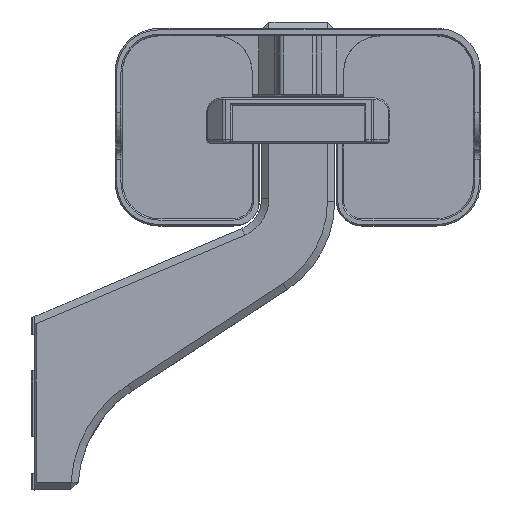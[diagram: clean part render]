
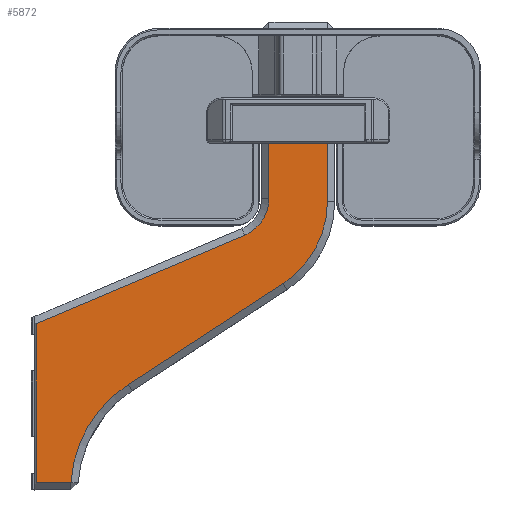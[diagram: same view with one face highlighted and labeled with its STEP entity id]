
A CAD part, top view. The second image highlights one B-rep face of the part: STEP entity #5872.
In plain terms, the highlighted face is planar.
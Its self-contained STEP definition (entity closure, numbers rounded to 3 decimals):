
#100=FACE_BOUND('',#894,.T.);
#101=FACE_BOUND('',#895,.T.);
#243=CIRCLE('',#6265,34.702);
#245=CIRCLE('',#6269,26.946);
#248=CIRCLE('',#6278,10.946);
#255=CIRCLE('',#6303,2.75);
#256=CIRCLE('',#6304,2.75);
#523=FACE_OUTER_BOUND('',#893,.T.);
#893=EDGE_LOOP('',(#4054,#4055,#4056,#4057,#4058,#4059,#4060,#4061,#4062,
#4063));
#894=EDGE_LOOP('',(#4064));
#895=EDGE_LOOP('',(#4065));
#1262=LINE('',#8633,#1870);
#1268=LINE('',#8648,#1876);
#1272=LINE('',#8658,#1880);
#1275=LINE('',#8663,#1883);
#1280=LINE('',#8672,#1888);
#1286=LINE('',#8687,#1894);
#1326=LINE('',#8853,#1934);
#1870=VECTOR('',#6878,10.);
#1876=VECTOR('',#6894,10.);
#1880=VECTOR('',#6906,10.);
#1883=VECTOR('',#6913,10.);
#1888=VECTOR('',#6922,10.);
#1894=VECTOR('',#6938,10.);
#1934=VECTOR('',#7020,10.);
#2454=VERTEX_POINT('',#8567);
#2469=VERTEX_POINT('',#8612);
#2472=VERTEX_POINT('',#8619);
#2477=VERTEX_POINT('',#8632);
#2479=VERTEX_POINT('',#8640);
#2481=VERTEX_POINT('',#8646);
#2483=VERTEX_POINT('',#8652);
#2485=VERTEX_POINT('',#8670);
#2487=VERTEX_POINT('',#8677);
#2489=VERTEX_POINT('',#8685);
#2522=VERTEX_POINT('',#8855);
#2523=VERTEX_POINT('',#8857);
#3014=EDGE_CURVE('',#2472,#2477,#1262,.T.);
#3019=EDGE_CURVE('',#2479,#2472,#243,.T.);
#3022=EDGE_CURVE('',#2481,#2479,#1268,.T.);
#3025=EDGE_CURVE('',#2483,#2481,#245,.T.);
#3028=EDGE_CURVE('',#2469,#2483,#1272,.T.);
#3031=EDGE_CURVE('',#2454,#2469,#1275,.T.);
#3036=EDGE_CURVE('',#2485,#2454,#1280,.T.);
#3040=EDGE_CURVE('',#2487,#2485,#248,.T.);
#3044=EDGE_CURVE('',#2489,#2487,#1286,.T.);
#3092=EDGE_CURVE('',#2477,#2489,#1326,.T.);
#3093=EDGE_CURVE('',#2522,#2522,#255,.T.);
#3094=EDGE_CURVE('',#2523,#2523,#256,.T.);
#4054=ORIENTED_EDGE('',*,*,#3044,.F.);
#4055=ORIENTED_EDGE('',*,*,#3092,.F.);
#4056=ORIENTED_EDGE('',*,*,#3014,.F.);
#4057=ORIENTED_EDGE('',*,*,#3019,.F.);
#4058=ORIENTED_EDGE('',*,*,#3022,.F.);
#4059=ORIENTED_EDGE('',*,*,#3025,.F.);
#4060=ORIENTED_EDGE('',*,*,#3028,.F.);
#4061=ORIENTED_EDGE('',*,*,#3031,.F.);
#4062=ORIENTED_EDGE('',*,*,#3036,.F.);
#4063=ORIENTED_EDGE('',*,*,#3040,.F.);
#4064=ORIENTED_EDGE('',*,*,#3093,.F.);
#4065=ORIENTED_EDGE('',*,*,#3094,.F.);
#5647=PLANE('',#6302);
#5872=ADVANCED_FACE('',(#523,#100,#101),#5647,.F.);
#6265=AXIS2_PLACEMENT_3D('',#8642,#6887,#6888);
#6269=AXIS2_PLACEMENT_3D('',#8654,#6899,#6900);
#6278=AXIS2_PLACEMENT_3D('',#8679,#6929,#6930);
#6302=AXIS2_PLACEMENT_3D('',#8854,#7021,#7022);
#6303=AXIS2_PLACEMENT_3D('',#8856,#7023,#7024);
#6304=AXIS2_PLACEMENT_3D('',#8858,#7025,#7026);
#6878=DIRECTION('',(1.,0.,0.));
#6887=DIRECTION('center_axis',(0.,0.,-1.));
#6888=DIRECTION('ref_axis',(1.,0.007,0.));
#6894=DIRECTION('',(0.838,-0.546,0.));
#6899=DIRECTION('center_axis',(0.,0.,1.));
#6900=DIRECTION('ref_axis',(-1.,0.,0.));
#6906=DIRECTION('',(0.,-1.,0.));
#6913=DIRECTION('',(-1.,0.,0.));
#6922=DIRECTION('',(0.,1.,0.));
#6929=DIRECTION('center_axis',(0.,0.,-1.));
#6930=DIRECTION('ref_axis',(-0.834,-0.552,0.));
#6938=DIRECTION('',(-0.921,0.391,0.));
#7020=DIRECTION('',(0.,1.,0.));
#7021=DIRECTION('center_axis',(0.,0.,1.));
#7022=DIRECTION('ref_axis',(-1.,0.,0.));
#7023=DIRECTION('center_axis',(0.,0.,-1.));
#7024=DIRECTION('ref_axis',(-1.,0.,0.));
#7025=DIRECTION('center_axis',(0.,0.,-1.));
#7026=DIRECTION('ref_axis',(-1.,0.,0.));
#8567=CARTESIAN_POINT('',(-268.9,318.006,-0.35));
#8612=CARTESIAN_POINT('',(-284.9,318.006,-0.35));
#8619=CARTESIAN_POINT('',(-214.72,194.006,-0.35));
#8632=CARTESIAN_POINT('',(-205.3,194.006,-0.35));
#8633=CARTESIAN_POINT('',(-230.775,194.006,-0.35));
#8640=CARTESIAN_POINT('',(-230.404,220.838,-0.35));
#8642=CARTESIAN_POINT('Origin',(-249.35,191.764,-0.35));
#8646=CARTESIAN_POINT('',(-272.665,248.376,-0.35));
#8648=CARTESIAN_POINT('',(-264.666,243.163,-0.35));
#8652=CARTESIAN_POINT('',(-284.9,270.952,-0.35));
#8654=CARTESIAN_POINT('Origin',(-257.954,270.952,-0.35));
#8658=CARTESIAN_POINT('',(-284.9,288.006,-0.35));
#8663=CARTESIAN_POINT('',(-255.9,318.006,-0.35));
#8670=CARTESIAN_POINT('',(-268.9,271.725,-0.35));
#8672=CARTESIAN_POINT('',(-268.9,263.479,-0.35));
#8677=CARTESIAN_POINT('',(-262.231,261.649,-0.35));
#8679=CARTESIAN_POINT('Origin',(-257.954,271.725,-0.35));
#8685=CARTESIAN_POINT('',(-205.3,237.483,-0.35));
#8687=CARTESIAN_POINT('',(-227.248,246.799,-0.35));
#8853=CARTESIAN_POINT('',(-205.3,224.006,-0.35));
#8854=CARTESIAN_POINT('Origin',(-244.9,256.006,-0.35));
#8855=CARTESIAN_POINT('',(-274.15,312.345,-0.35));
#8856=CARTESIAN_POINT('Origin',(-276.9,312.345,-0.35));
#8857=CARTESIAN_POINT('',(-274.15,304.2,-0.35));
#8858=CARTESIAN_POINT('Origin',(-276.9,304.2,-0.35));
